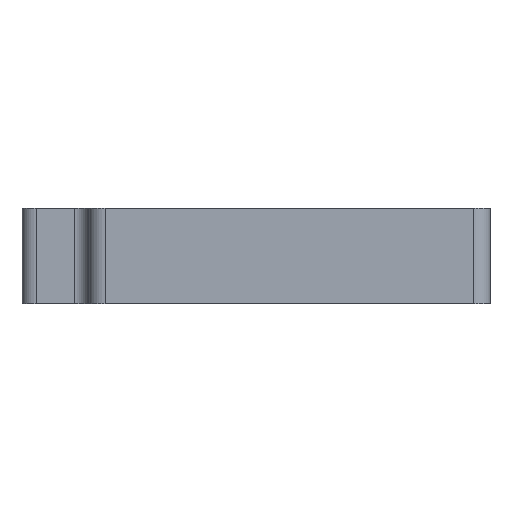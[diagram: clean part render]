
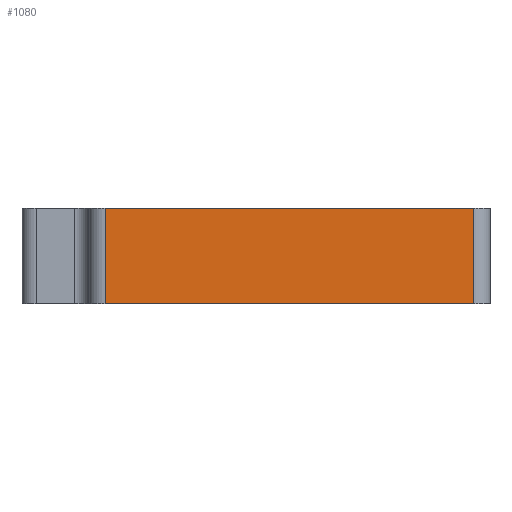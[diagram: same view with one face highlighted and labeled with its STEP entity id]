
A CAD part, front view. The second image highlights one B-rep face of the part: STEP entity #1080.
In plain terms, the highlighted planar face has unit normal (0, -1, 0).
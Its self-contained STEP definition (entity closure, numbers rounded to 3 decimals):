
#31=PLANE('',#1194);
#76=FACE_OUTER_BOUND('',#142,.T.);
#142=EDGE_LOOP('',(#852,#853,#854,#855));
#231=LINE('',#1745,#332);
#233=LINE('',#1751,#334);
#243=LINE('',#1783,#344);
#244=LINE('',#1784,#345);
#332=VECTOR('',#1397,10.);
#334=VECTOR('',#1403,10.);
#344=VECTOR('',#1429,10.);
#345=VECTOR('',#1430,10.);
#504=VERTEX_POINT('',#1742);
#505=VERTEX_POINT('',#1744);
#507=VERTEX_POINT('',#1750);
#521=VERTEX_POINT('',#1782);
#628=EDGE_CURVE('',#504,#505,#231,.T.);
#631=EDGE_CURVE('',#505,#507,#233,.T.);
#648=EDGE_CURVE('',#521,#504,#243,.T.);
#649=EDGE_CURVE('',#507,#521,#244,.T.);
#852=ORIENTED_EDGE('',*,*,#628,.F.);
#853=ORIENTED_EDGE('',*,*,#648,.F.);
#854=ORIENTED_EDGE('',*,*,#649,.F.);
#855=ORIENTED_EDGE('',*,*,#631,.F.);
#1080=ADVANCED_FACE('',(#76),#31,.T.);
#1194=AXIS2_PLACEMENT_3D('',#1781,#1427,#1428);
#1397=DIRECTION('',(0.,0.,-1.));
#1403=DIRECTION('',(-1.,0.,0.));
#1427=DIRECTION('center_axis',(0.,-1.,0.));
#1428=DIRECTION('ref_axis',(1.,0.,0.));
#1429=DIRECTION('',(1.,0.,0.));
#1430=DIRECTION('',(0.,0.,1.));
#1742=CARTESIAN_POINT('',(38.75,-67.75,20.));
#1744=CARTESIAN_POINT('',(38.75,-67.75,0.));
#1745=CARTESIAN_POINT('',(38.75,-67.75,0.));
#1750=CARTESIAN_POINT('',(-38.75,-67.75,0.));
#1751=CARTESIAN_POINT('',(42.25,-67.75,0.));
#1781=CARTESIAN_POINT('Origin',(-42.25,-67.75,0.));
#1782=CARTESIAN_POINT('',(-38.75,-67.75,20.));
#1783=CARTESIAN_POINT('',(42.25,-67.75,20.));
#1784=CARTESIAN_POINT('',(-38.75,-67.75,0.));
